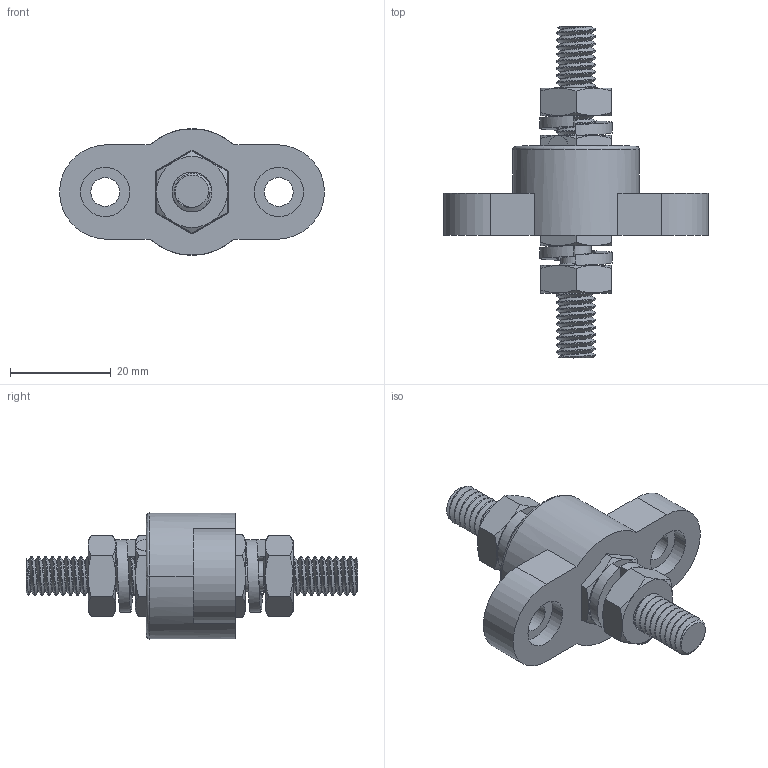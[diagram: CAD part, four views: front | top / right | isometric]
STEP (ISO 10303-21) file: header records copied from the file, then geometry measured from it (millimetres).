
FILE_DESCRIPTION (( 'STEP AP214' ), '1' );
FILE_NAME ('77231N.STEP', '2023-11-14T17:44:08', ( '' ), ( '' ), 'SwSTEP 2.0', 'SolidWorks 2023', '' );
FILE_SCHEMA (( 'AUTOMOTIVE_DESIGN' ));
Length unit declared in the file: inch
Products named in the file (7): 3642-000_3642-000; 327D_77231 - 327D6; 3843-009_3843-008; 3843-B00_3843-B00; 3645-000_3645-000; 3744-009_3744-009; 77231N
Assembly tree (8 placements, depth 2):
  77231N
    327D_77231 - 327D6
    3744-009_3744-009
    3645-000_3645-000
    3843-B00_3843-B00
    3642-000_3642-000  x2
    3843-009_3843-008  x2
Bounding box: 52.68 x 66.04 x 25.15 mm (x, y, z)
Volume: 15635.8 mm3; surface area: 11152.5 mm2
Topology: 8 solids, 8 shells, 280 faces, 710 edges, 454 vertices
Faces by surface type: cylinder 130, plane 62, cone 61, bspline 27
Entity records: 20221 total; most frequent: CARTESIAN_POINT 14935, ORIENTED_EDGE 1220, DIRECTION 886, EDGE_CURVE 610, VERTEX_POINT 392, AXIS2_PLACEMENT_3D 348, EDGE_LOOP 258, ADVANCED_FACE 238
